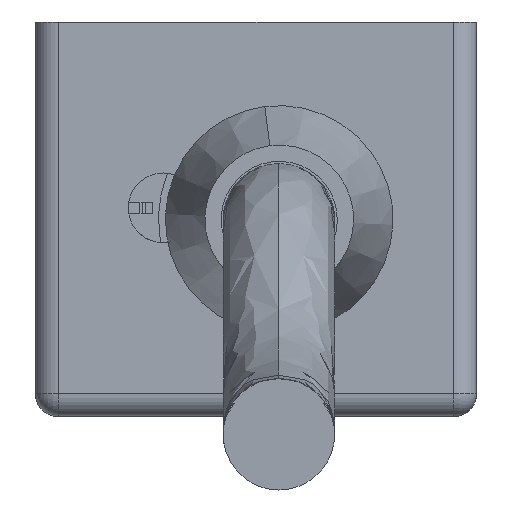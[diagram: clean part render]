
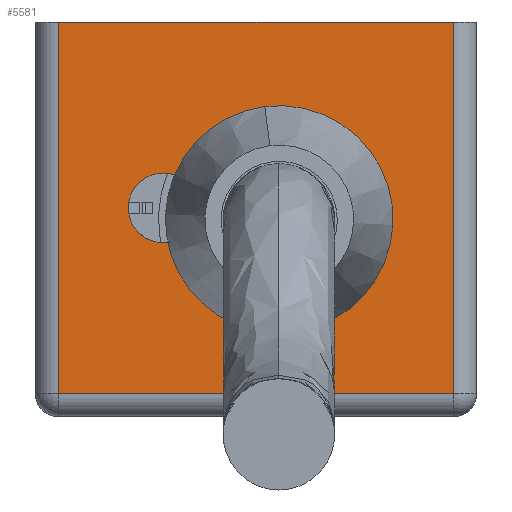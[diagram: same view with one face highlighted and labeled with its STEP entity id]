
A CAD part, left-side view. The second image highlights one B-rep face of the part: STEP entity #5581.
In plain terms, the highlighted face is planar.
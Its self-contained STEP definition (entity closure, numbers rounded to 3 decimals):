
#38 = CARTESIAN_POINT ( 'NONE',  ( 82.5, 18., 17. ) ) ;
#71 = DIRECTION ( 'NONE',  ( -1., 0., 0. ) ) ;
#355 = DIRECTION ( 'NONE',  ( 1., 0., 0. ) ) ;
#447 = CIRCLE ( 'NONE', #2545, 3.2 ) ;
#551 = ORIENTED_EDGE ( 'NONE', *, *, #1506, .T. ) ;
#557 = CARTESIAN_POINT ( 'NONE',  ( 82.5, 8.5, 8.5 ) ) ;
#597 = LINE ( 'NONE', #1468, #2701 ) ;
#623 = DIRECTION ( 'NONE',  ( 1., 0., 0. ) ) ;
#648 = EDGE_LOOP ( 'NONE', ( #5174, #551, #3795, #1106 ) ) ;
#684 = CARTESIAN_POINT ( 'NONE',  ( 82.5, 13.5, 9.5 ) ) ;
#766 = LINE ( 'NONE', #38, #5376 ) ;
#812 = EDGE_CURVE ( 'NONE', #3061, #1694, #2530, .T. ) ;
#871 = CARTESIAN_POINT ( 'NONE',  ( 82.5, 1., 17. ) ) ;
#880 = CARTESIAN_POINT ( 'NONE',  ( 82.5, 18., 16. ) ) ;
#972 = DIRECTION ( 'NONE',  ( 1., 0., 0. ) ) ;
#981 = AXIS2_PLACEMENT_3D ( 'NONE', #3041, #355, #3486 ) ;
#1009 = DIRECTION ( 'NONE',  ( 0., 0., -1. ) ) ;
#1106 = ORIENTED_EDGE ( 'NONE', *, *, #2788, .T. ) ;
#1273 = CARTESIAN_POINT ( 'NONE',  ( 82.5, 1., 0. ) ) ;
#1468 = CARTESIAN_POINT ( 'NONE',  ( 82.5, 0., 0. ) ) ;
#1506 = EDGE_CURVE ( 'NONE', #1865, #1727, #3259, .T. ) ;
#1528 = CARTESIAN_POINT ( 'NONE',  ( 82.5, 8.5, 11.7 ) ) ;
#1651 = EDGE_LOOP ( 'NONE', ( #3898, #5551 ) ) ;
#1694 = VERTEX_POINT ( 'NONE', #3756 ) ;
#1712 = CIRCLE ( 'NONE', #4831, 3.2 ) ;
#1727 = VERTEX_POINT ( 'NONE', #1273 ) ;
#1865 = VERTEX_POINT ( 'NONE', #3164 ) ;
#1921 = EDGE_CURVE ( 'NONE', #5172, #1865, #5346, .T. ) ;
#1962 = EDGE_CURVE ( 'NONE', #4867, #2255, #447, .T. ) ;
#1996 = EDGE_CURVE ( 'NONE', #1727, #2476, #597, .T. ) ;
#2034 = EDGE_CURVE ( 'NONE', #2255, #4867, #1712, .T. ) ;
#2054 = DIRECTION ( 'NONE',  ( 0., 0., -1. ) ) ;
#2255 = VERTEX_POINT ( 'NONE', #2693 ) ;
#2303 = PLANE ( 'NONE',  #4219 ) ;
#2476 = VERTEX_POINT ( 'NONE', #4506 ) ;
#2481 = ORIENTED_EDGE ( 'NONE', *, *, #812, .F. ) ;
#2530 = CIRCLE ( 'NONE', #981, 1.5 ) ;
#2545 = AXIS2_PLACEMENT_3D ( 'NONE', #557, #3687, #1009 ) ;
#2693 = CARTESIAN_POINT ( 'NONE',  ( 82.5, 8.5, 5.3 ) ) ;
#2701 = VECTOR ( 'NONE', #4578, 1000. ) ;
#2773 = CARTESIAN_POINT ( 'NONE',  ( 82.5, 0., 17. ) ) ;
#2788 = EDGE_CURVE ( 'NONE', #2476, #5172, #766, .T. ) ;
#2820 = EDGE_CURVE ( 'NONE', #1694, #3061, #4200, .T. ) ;
#2843 = FACE_OUTER_BOUND ( 'NONE', #648, .T. ) ;
#3041 = CARTESIAN_POINT ( 'NONE',  ( 82.5, 13.5, 8. ) ) ;
#3061 = VERTEX_POINT ( 'NONE', #684 ) ;
#3164 = CARTESIAN_POINT ( 'NONE',  ( 82.5, 1., 16. ) ) ;
#3219 = DIRECTION ( 'NONE',  ( 0., 0., 1. ) ) ;
#3259 = LINE ( 'NONE', #871, #4307 ) ;
#3295 = CARTESIAN_POINT ( 'NONE',  ( 82.5, 8.5, 8.5 ) ) ;
#3362 = AXIS2_PLACEMENT_3D ( 'NONE', #3649, #972, #4096 ) ;
#3486 = DIRECTION ( 'NONE',  ( 0., 0., 1. ) ) ;
#3649 = CARTESIAN_POINT ( 'NONE',  ( 82.5, 13.5, 8. ) ) ;
#3687 = DIRECTION ( 'NONE',  ( 1., 0., 0. ) ) ;
#3756 = CARTESIAN_POINT ( 'NONE',  ( 82.5, 13.5, 6.5 ) ) ;
#3795 = ORIENTED_EDGE ( 'NONE', *, *, #1996, .T. ) ;
#3898 = ORIENTED_EDGE ( 'NONE', *, *, #2034, .F. ) ;
#3993 = DIRECTION ( 'NONE',  ( 0., 0., -1. ) ) ;
#4017 = VECTOR ( 'NONE', #4118, 1000. ) ;
#4074 = DIRECTION ( 'NONE',  ( 0., 0., 1. ) ) ;
#4096 = DIRECTION ( 'NONE',  ( 0., 0., 1. ) ) ;
#4118 = DIRECTION ( 'NONE',  ( 0., -1., 0. ) ) ;
#4166 = FACE_BOUND ( 'NONE', #1651, .T. ) ;
#4200 = CIRCLE ( 'NONE', #3362, 1.5 ) ;
#4219 = AXIS2_PLACEMENT_3D ( 'NONE', #2773, #71, #3219 ) ;
#4307 = VECTOR ( 'NONE', #3993, 1000. ) ;
#4506 = CARTESIAN_POINT ( 'NONE',  ( 82.5, 18., 0. ) ) ;
#4513 = EDGE_LOOP ( 'NONE', ( #2481, #4829 ) ) ;
#4578 = DIRECTION ( 'NONE',  ( 0., 1., 0. ) ) ;
#4829 = ORIENTED_EDGE ( 'NONE', *, *, #2820, .F. ) ;
#4831 = AXIS2_PLACEMENT_3D ( 'NONE', #3295, #623, #2054 ) ;
#4867 = VERTEX_POINT ( 'NONE', #1528 ) ;
#4996 = CARTESIAN_POINT ( 'NONE',  ( 82.5, 0., 16. ) ) ;
#5172 = VERTEX_POINT ( 'NONE', #880 ) ;
#5174 = ORIENTED_EDGE ( 'NONE', *, *, #1921, .T. ) ;
#5194 = FACE_BOUND ( 'NONE', #4513, .T. ) ;
#5346 = LINE ( 'NONE', #4996, #4017 ) ;
#5376 = VECTOR ( 'NONE', #4074, 1000. ) ;
#5551 = ORIENTED_EDGE ( 'NONE', *, *, #1962, .F. ) ;
#5581 = ADVANCED_FACE ( 'NONE', ( #5194, #4166, #2843 ), #2303, .F. ) ;
